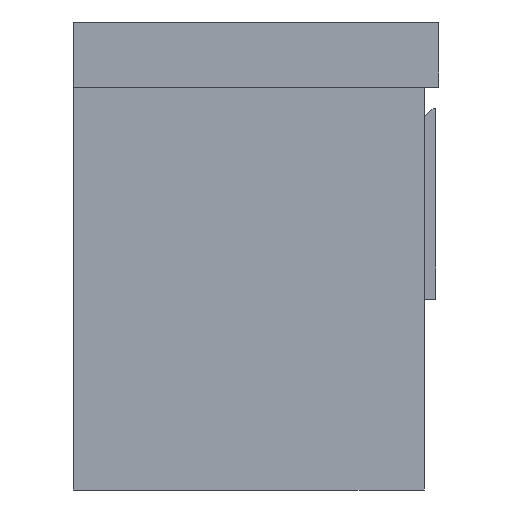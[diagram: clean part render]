
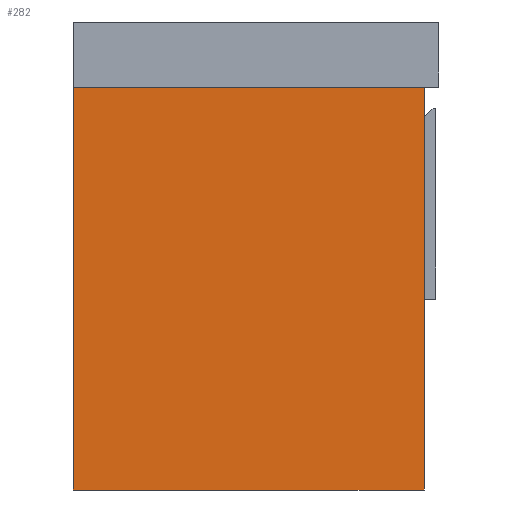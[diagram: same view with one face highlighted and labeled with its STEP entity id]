
A CAD part, left-side view. The second image highlights one B-rep face of the part: STEP entity #282.
In plain terms, the highlighted planar face has unit normal (-1, 0, 0).
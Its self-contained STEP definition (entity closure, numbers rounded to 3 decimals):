
#282=ADVANCED_FACE('',(#355),#1198,.T.);
#355=FACE_OUTER_BOUND('',#428,.T.);
#428=EDGE_LOOP('',(#588,#589,#590,#591));
#588=ORIENTED_EDGE('',*,*,#834,.T.);
#589=ORIENTED_EDGE('',*,*,#835,.T.);
#590=ORIENTED_EDGE('',*,*,#836,.T.);
#591=ORIENTED_EDGE('',*,*,#832,.F.);
#832=EDGE_CURVE('',#1108,#1109,#983,.T.);
#834=EDGE_CURVE('',#1108,#1110,#985,.T.);
#835=EDGE_CURVE('',#1110,#1111,#986,.T.);
#836=EDGE_CURVE('',#1111,#1109,#987,.T.);
#983=B_SPLINE_CURVE_WITH_KNOTS('',1,(#1990,#1991),.UNSPECIFIED.,.F.,.F.,
(2,2),(0.,480.),.UNSPECIFIED.);
#985=B_SPLINE_CURVE_WITH_KNOTS('',1,(#1994,#1995),.UNSPECIFIED.,.F.,.F.,
(2,2),(0.,550.),.UNSPECIFIED.);
#986=B_SPLINE_CURVE_WITH_KNOTS('',1,(#1996,#1997),.UNSPECIFIED.,.F.,.F.,
(2,2),(0.,480.),.UNSPECIFIED.);
#987=B_SPLINE_CURVE_WITH_KNOTS('',1,(#1998,#1999),.UNSPECIFIED.,.F.,.F.,
(2,2),(0.,550.),.UNSPECIFIED.);
#1108=VERTEX_POINT('',#1976);
#1109=VERTEX_POINT('',#1977);
#1110=VERTEX_POINT('',#1978);
#1111=VERTEX_POINT('',#1979);
#1198=PLANE('',#1371);
#1371=AXIS2_PLACEMENT_3D('',#1968,#1456,$);
#1456=DIRECTION('',(-1.,0.,0.));
#1968=CARTESIAN_POINT('',(-594.,-330.,-48.));
#1976=CARTESIAN_POINT('',(-594.,275.,0.));
#1977=CARTESIAN_POINT('',(-594.,275.,480.));
#1978=CARTESIAN_POINT('',(-594.,-275.,0.));
#1979=CARTESIAN_POINT('',(-594.,-275.,480.));
#1990=CARTESIAN_POINT('',(-594.,275.,0.));
#1991=CARTESIAN_POINT('',(-594.,275.,480.));
#1994=CARTESIAN_POINT('',(-594.,275.,0.));
#1995=CARTESIAN_POINT('',(-594.,-275.,0.));
#1996=CARTESIAN_POINT('',(-594.,-275.,0.));
#1997=CARTESIAN_POINT('',(-594.,-275.,480.));
#1998=CARTESIAN_POINT('',(-594.,-275.,480.));
#1999=CARTESIAN_POINT('',(-594.,275.,480.));
